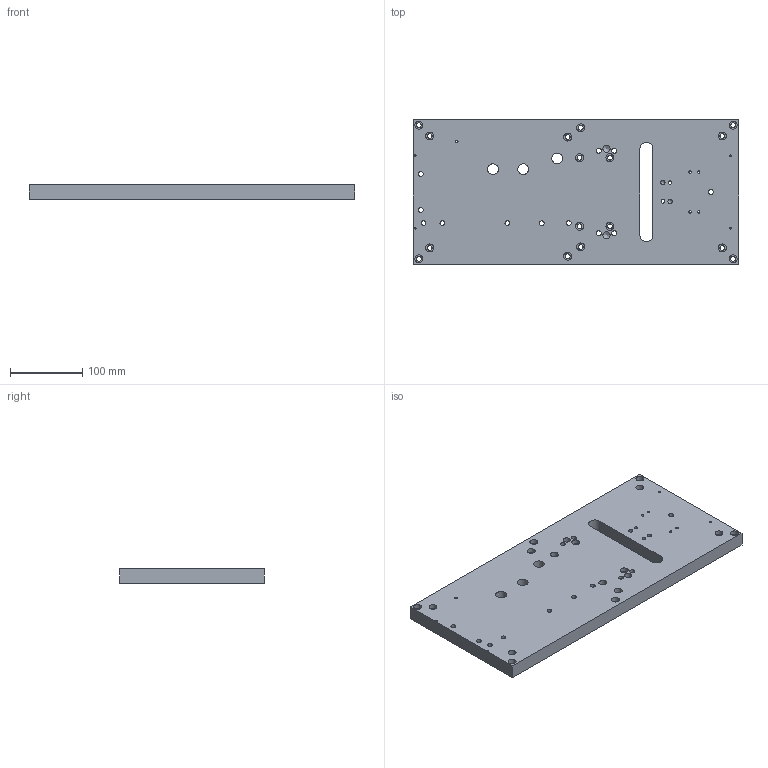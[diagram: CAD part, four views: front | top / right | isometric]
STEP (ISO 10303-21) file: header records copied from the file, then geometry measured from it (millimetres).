
FILE_DESCRIPTION (( 'STEP AP214' ), '1' );
FILE_NAME ('001-Základna_V3.STEP', '2020-03-24T05:40:12', ( '' ), ( '' ), 'SwSTEP 2.0', 'SolidWorks 2018', '' );
FILE_SCHEMA (( 'AUTOMOTIVE_DESIGN' ));
Length unit declared in the file: millimetre
Products named in the file (1): 001-Základna_V3
Bounding box: 450 x 200 x 20 mm (x, y, z)
Volume: 1709769.1 mm3; surface area: 223802.1 mm2
Topology: 1 solids, 1 shells, 92 faces, 221 edges, 147 vertices
Faces by surface type: cylinder 64, plane 24, cone 4
Full cylindrical faces by diameter (mm): 2.5 x4, 3.3 x5, 5 x2, 6 x2, 6.6 x22, 6.8 x6, 10 x2, 11 x16, 15 x3
Entity records: 2899 total; most frequent: DIRECTION 462, CARTESIAN_POINT 381, ORIENTED_EDGE 296, EDGE_LOOP 260, AXIS2_PLACEMENT_3D 221, FACE_OUTER_BOUND 154, EDGE_CURVE 148, VERTEX_POINT 140
